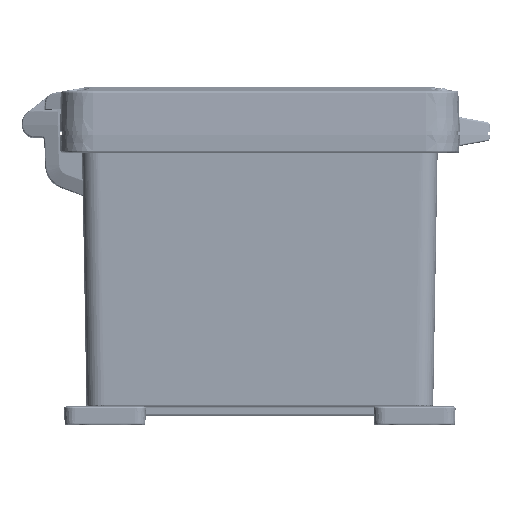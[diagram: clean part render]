
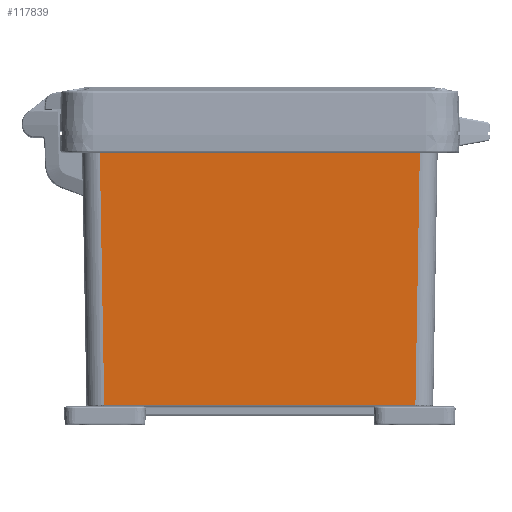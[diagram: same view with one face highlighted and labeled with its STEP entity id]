
A CAD part, top view. The second image highlights one B-rep face of the part: STEP entity #117839.
In plain terms, the highlighted planar face has unit normal (0, -0.018, 1).
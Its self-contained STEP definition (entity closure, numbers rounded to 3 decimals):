
#4165=CARTESIAN_POINT('',(87.439,-168.717,122.937));
#4189=CARTESIAN_POINT('',(90.044,-19.491,125.542));
#17593=DIRECTION('',(1.,0.,0.));
#17594=VECTOR('',#17593,180.087);
#17595=CARTESIAN_POINT('',(-90.044,-19.491,
125.542));
#17596=LINE('',#17595,#17594);
#17616=DIRECTION('',(0.017,1.,0.017));
#17617=VECTOR('',#17616,149.272);
#17618=CARTESIAN_POINT('',(87.439,-168.717,
122.937));
#17619=LINE('',#17618,#17617);
#17623=DIRECTION('',(-0.017,1.,0.017));
#17624=VECTOR('',#17623,149.272);
#17625=CARTESIAN_POINT('',(-87.439,-168.717,
122.937));
#17626=LINE('',#17625,#17624);
#17630=DIRECTION('',(-1.,0.,0.));
#17631=VECTOR('',#17630,174.878);
#17632=CARTESIAN_POINT('',(87.439,-168.717,
122.937));
#17633=LINE('',#17632,#17631);
#19628=CARTESIAN_POINT('',(-87.439,-168.717,
122.937));
#19681=CARTESIAN_POINT('',(-90.044,-19.491,
125.542));
#90675=VERTEX_POINT('',#19681);
#90699=VERTEX_POINT('',#4189);
#90952=VERTEX_POINT('',#19628);
#90970=VERTEX_POINT('',#4165);
#117826=CARTESIAN_POINT('',(96.05,-174.7,122.833));
#117827=DIRECTION('',(0.,-0.017,1.));
#117828=DIRECTION('',(0.,1.,0.017));
#117829=AXIS2_PLACEMENT_3D('',#117826,#117827,#117828);
#117830=PLANE('',#117829);
#117831=ORIENTED_EDGE('',*,*,#117776,.T.);
#117832=ORIENTED_EDGE('',*,*,#100191,.F.);
#117834=ORIENTED_EDGE('',*,*,#117833,.T.);
#117836=ORIENTED_EDGE('',*,*,#117835,.T.);
#117837=EDGE_LOOP('',(#117831,#117832,#117834,#117836));
#117838=FACE_OUTER_BOUND('',#117837,.F.);
#100191=EDGE_CURVE('',#90970,#90699,#17619,.T.);
#117776=EDGE_CURVE('',#90675,#90699,#17596,.T.);
#117833=EDGE_CURVE('',#90970,#90952,#17633,.T.);
#117835=EDGE_CURVE('',#90952,#90675,#17626,.T.);
#117839=ADVANCED_FACE('',(#117838),#117830,.T.);
